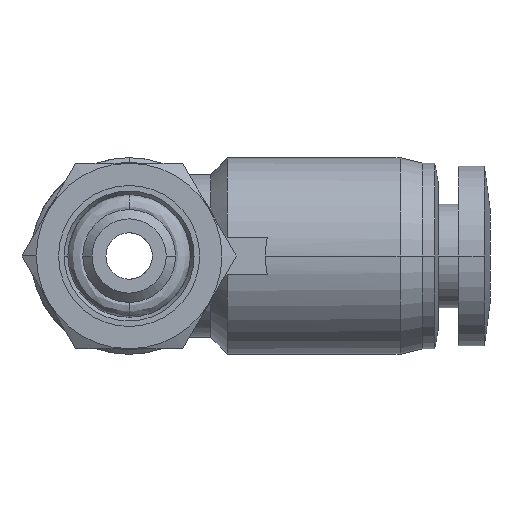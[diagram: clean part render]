
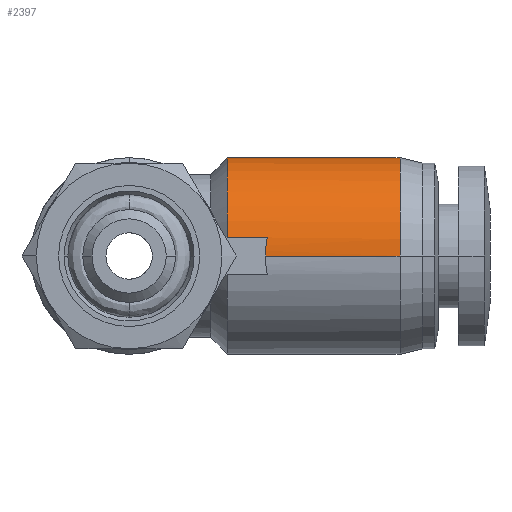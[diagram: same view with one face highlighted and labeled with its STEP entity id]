
A CAD part, front view. The second image highlights one B-rep face of the part: STEP entity #2397.
In plain terms, the highlighted cylindrical face has radius 5.3 mm (diameter 10.6 mm), a partial arc.
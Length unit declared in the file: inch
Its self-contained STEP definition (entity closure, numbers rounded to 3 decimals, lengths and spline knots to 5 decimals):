
#54 = AXIS2_PLACEMENT_3D ( 'NONE', #1779, #2073, #2048 ) ;
#70 = EDGE_CURVE ( 'NONE', #166, #497, #1558, .T. ) ;
#137 = EDGE_CURVE ( 'NONE', #166, #1913, #1493, .T. ) ;
#166 = VERTEX_POINT ( 'NONE', #3749 ) ;
#232 = DIRECTION ( 'NONE',  ( 1., 0., 0. ) ) ;
#321 = EDGE_CURVE ( 'NONE', #2804, #2495, #1287, .T. ) ;
#454 = CARTESIAN_POINT ( 'NONE',  ( 0.20866, 0.28721, 0.03937 ) ) ;
#497 = VERTEX_POINT ( 'NONE', #454 ) ;
#517 = VECTOR ( 'NONE', #3401, 39.37008 ) ;
#532 = CARTESIAN_POINT ( 'NONE',  ( 0.5748, 0.28346, 0. ) ) ;
#563 = LINE ( 'NONE', #2590, #517 ) ;
#760 = ORIENTED_EDGE ( 'NONE', *, *, #137, .F. ) ;
#826 = CARTESIAN_POINT ( 'NONE',  ( 0.24902, 0.28721, 0.03937 ) ) ;
#944 = LINE ( 'NONE', #826, #1769 ) ;
#964 = CARTESIAN_POINT ( 'NONE',  ( 0.28937, 0.28346, 0. ) ) ;
#987 = VERTEX_POINT ( 'NONE', #3260 ) ;
#1058 = EDGE_CURVE ( 'NONE', #987, #3694, #563, .T. ) ;
#1068 = DIRECTION ( 'NONE',  ( -1., 0., 0. ) ) ;
#1282 = VECTOR ( 'NONE', #1918, 39.37008 ) ;
#1287 = LINE ( 'NONE', #1944, #1282 ) ;
#1364 = EDGE_CURVE ( 'NONE', #1912, #2495, #1671, .T. ) ;
#1374 = CARTESIAN_POINT ( 'NONE',  ( 0.30296, 0.69704, 0.03937 ) ) ;
#1379 = EDGE_CURVE ( 'NONE', #1913, #3694, #1618, .T. ) ;
#1413 = CARTESIAN_POINT ( 'NONE',  ( 0.29921, 0.70079, 0.01322 ) ) ;
#1462 = VECTOR ( 'NONE', #3637, 39.37008 ) ;
#1493 = LINE ( 'NONE', #3642, #1462 ) ;
#1538 = CARTESIAN_POINT ( 'NONE',  ( 0.30047, 0.69953, 0.02639 ) ) ;
#1558 = CIRCLE ( 'NONE', #3026, 0.20866 ) ;
#1618 =( BOUNDED_CURVE ( )  B_SPLINE_CURVE ( 3, ( #1374, #1538, #1413, #3744 ),
 .UNSPECIFIED., .F., .T. ) 
 B_SPLINE_CURVE_WITH_KNOTS ( ( 4, 4 ),
 ( 6.09337, 6.28319 ),
 .UNSPECIFIED. ) 
 CURVE ( )  GEOMETRIC_REPRESENTATION_ITEM ( )  RATIONAL_B_SPLINE_CURVE ( ( 1., 0.997, 0.997, 1. ) ) 
 REPRESENTATION_ITEM ( '' )  );
#1640 = CARTESIAN_POINT ( 'NONE',  ( 0.28937, 0.28346, 0. ) ) ;
#1666 = CARTESIAN_POINT ( 'NONE',  ( 0.29312, 0.28721, 0.03937 ) ) ;
#1671 =( BOUNDED_CURVE ( )  B_SPLINE_CURVE ( 3, ( #1666, #1680, #1696, #1640 ),
 .UNSPECIFIED., .F., .T. ) 
 B_SPLINE_CURVE_WITH_KNOTS ( ( 4, 4 ),
 ( 6.09337, 6.28319 ),
 .UNSPECIFIED. ) 
 CURVE ( )  GEOMETRIC_REPRESENTATION_ITEM ( )  RATIONAL_B_SPLINE_CURVE ( ( 1., 0.997, 0.997, 1. ) ) 
 REPRESENTATION_ITEM ( '' )  );
#1680 = CARTESIAN_POINT ( 'NONE',  ( 0.29062, 0.28472, 0.02639 ) ) ;
#1689 = EDGE_CURVE ( 'NONE', #2804, #987, #3518, .T. ) ;
#1696 = CARTESIAN_POINT ( 'NONE',  ( 0.28937, 0.28346, 0.01322 ) ) ;
#1753 = CARTESIAN_POINT ( 'NONE',  ( 0.29312, 0.28721, 0.03937 ) ) ;
#1769 = VECTOR ( 'NONE', #232, 39.37008 ) ;
#1779 = CARTESIAN_POINT ( 'NONE',  ( 0.24902, 0.49213, 0. ) ) ;
#1786 = ORIENTED_EDGE ( 'NONE', *, *, #1689, .T. ) ;
#1912 = VERTEX_POINT ( 'NONE', #1753 ) ;
#1913 = VERTEX_POINT ( 'NONE', #3536 ) ;
#1918 = DIRECTION ( 'NONE',  ( -1., 0., 0. ) ) ;
#1944 = CARTESIAN_POINT ( 'NONE',  ( 0.24902, 0.28346, 0. ) ) ;
#2048 = DIRECTION ( 'NONE',  ( 0., -1., 0. ) ) ;
#2073 = DIRECTION ( 'NONE',  ( -1., 0., 0. ) ) ;
#2127 = AXIS2_PLACEMENT_3D ( 'NONE', #2822, #1068, #3119 ) ;
#2142 = FACE_OUTER_BOUND ( 'NONE', #3633, .T. ) ;
#2259 = DIRECTION ( 'NONE',  ( 0., -1., 0. ) ) ;
#2334 = ORIENTED_EDGE ( 'NONE', *, *, #2825, .T. ) ;
#2397 = ADVANCED_FACE ( 'NONE', ( #2142 ), #2399, .T. ) ;
#2399 = CYLINDRICAL_SURFACE ( 'NONE', #54, 0.20866 ) ;
#2426 = CARTESIAN_POINT ( 'NONE',  ( 0.20866, 0.49213, 0. ) ) ;
#2495 = VERTEX_POINT ( 'NONE', #964 ) ;
#2590 = CARTESIAN_POINT ( 'NONE',  ( 0.24902, 0.70079, 0. ) ) ;
#2621 = DIRECTION ( 'NONE',  ( 1., 0., 0. ) ) ;
#2755 = ORIENTED_EDGE ( 'NONE', *, *, #70, .T. ) ;
#2770 = ORIENTED_EDGE ( 'NONE', *, *, #1364, .T. ) ;
#2804 = VERTEX_POINT ( 'NONE', #532 ) ;
#2822 = CARTESIAN_POINT ( 'NONE',  ( 0.5748, 0.49213, 0. ) ) ;
#2825 = EDGE_CURVE ( 'NONE', #497, #1912, #944, .T. ) ;
#3026 = AXIS2_PLACEMENT_3D ( 'NONE', #2426, #2621, #2259 ) ;
#3081 = ORIENTED_EDGE ( 'NONE', *, *, #1379, .F. ) ;
#3119 = DIRECTION ( 'NONE',  ( 0., -1., 0. ) ) ;
#3127 = ORIENTED_EDGE ( 'NONE', *, *, #1058, .T. ) ;
#3260 = CARTESIAN_POINT ( 'NONE',  ( 0.5748, 0.70079, 0. ) ) ;
#3355 = CARTESIAN_POINT ( 'NONE',  ( 0.29921, 0.70079, 0. ) ) ;
#3401 = DIRECTION ( 'NONE',  ( -1., 0., 0. ) ) ;
#3518 = CIRCLE ( 'NONE', #2127, 0.20866 ) ;
#3536 = CARTESIAN_POINT ( 'NONE',  ( 0.30296, 0.69704, 0.03937 ) ) ;
#3633 = EDGE_LOOP ( 'NONE', ( #1786, #3127, #3081, #760, #2755, #2334, #2770, #3703 ) ) ;
#3637 = DIRECTION ( 'NONE',  ( 1., 0., 0. ) ) ;
#3642 = CARTESIAN_POINT ( 'NONE',  ( 0.21497, 0.69704, 0.03937 ) ) ;
#3694 = VERTEX_POINT ( 'NONE', #3355 ) ;
#3703 = ORIENTED_EDGE ( 'NONE', *, *, #321, .F. ) ;
#3744 = CARTESIAN_POINT ( 'NONE',  ( 0.29921, 0.70079, 0. ) ) ;
#3749 = CARTESIAN_POINT ( 'NONE',  ( 0.20866, 0.69704, 0.03937 ) ) ;
